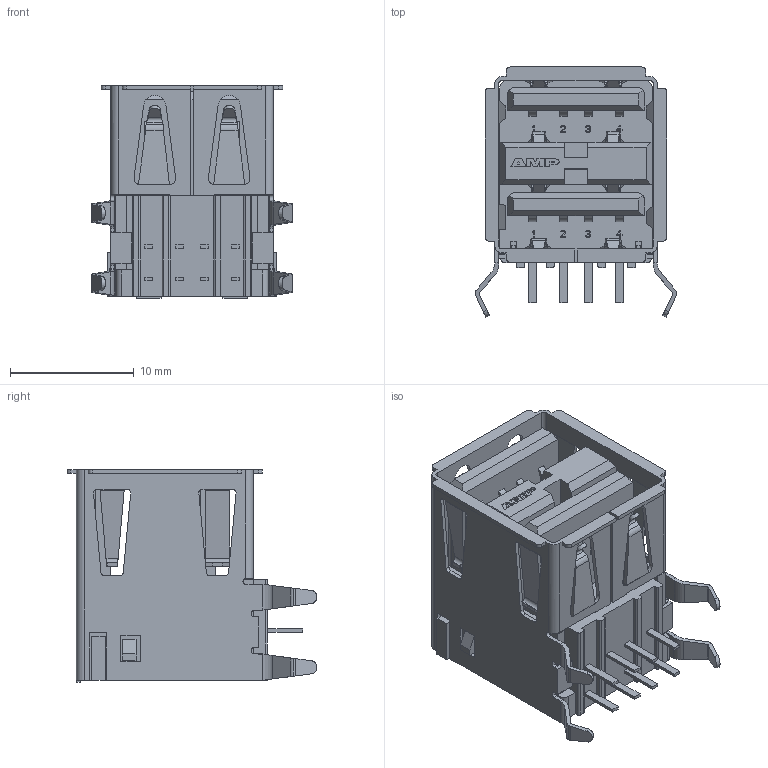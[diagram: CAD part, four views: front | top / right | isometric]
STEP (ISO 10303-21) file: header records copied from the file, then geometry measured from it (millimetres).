
FILE_DESCRIPTION(('STEP AP214'),'1');
FILE_NAME('53k4503_5787617-1.stp','2017-05-21T18:29:33',('TraceParts'),('TraceParts S.A.'),'Spatial InterOp 3D',' ',' ');
FILE_SCHEMA(('automotive_design'));
Length unit declared in the file: millimetre
Products named in the file (1): 53k4503_5787617-1
Bounding box: 16.24 x 20.14 x 17.18 mm (x, y, z)
Volume: 2355.4 mm3; surface area: 3287.1 mm2
Topology: 1 solids, 1 shells, 923 faces, 2514 edges, 1611 vertices
Faces by surface type: plane 671, cylinder 173, bspline 77, extrusion 2
Entity records: 30538 total; most frequent: CARTESIAN_POINT 7718, ORIENTED_EDGE 5028, DIRECTION 4167, EDGE_CURVE 2514, VECTOR 2075, LINE 2073, VERTEX_POINT 1611, AXIS2_PLACEMENT_3D 1046
